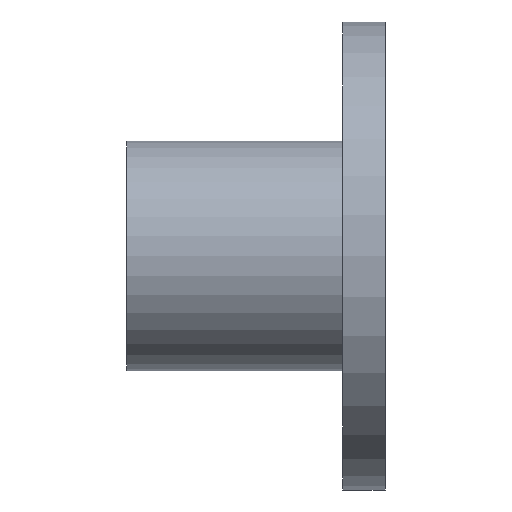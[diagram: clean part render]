
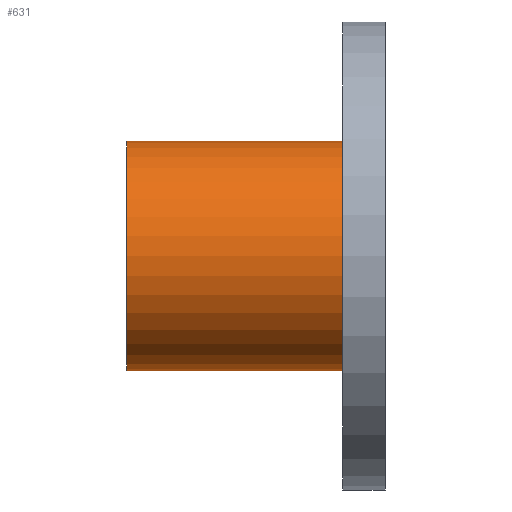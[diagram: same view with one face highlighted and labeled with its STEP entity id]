
A CAD part, left-side view. The second image highlights one B-rep face of the part: STEP entity #631.
In plain terms, the highlighted cylindrical face has radius 54 mm (diameter 108 mm), a partial arc.
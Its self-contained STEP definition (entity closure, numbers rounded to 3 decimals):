
#21 = CARTESIAN_POINT ( 'NONE',  ( 0., 121.432, 54. ) ) ;
#30 = CARTESIAN_POINT ( 'NONE',  ( 0., 0., 54. ) ) ;
#53 = LINE ( 'NONE', #30, #367 ) ;
#123 = EDGE_CURVE ( 'NONE', #781, #377, #880, .T. ) ;
#132 = AXIS2_PLACEMENT_3D ( 'NONE', #1032, #735, #256 ) ;
#135 = ORIENTED_EDGE ( 'NONE', *, *, #1221, .T. ) ;
#155 = CIRCLE ( 'NONE', #132, 54. ) ;
#157 = EDGE_CURVE ( 'NONE', #521, #377, #700, .T. ) ;
#204 = CARTESIAN_POINT ( 'NONE',  ( 0., 0., 0. ) ) ;
#256 = DIRECTION ( 'NONE',  ( 0., 0., -1. ) ) ;
#296 = VECTOR ( 'NONE', #372, 1000. ) ;
#329 = ORIENTED_EDGE ( 'NONE', *, *, #157, .F. ) ;
#367 = VECTOR ( 'NONE', #836, 1000. ) ;
#372 = DIRECTION ( 'NONE',  ( 0., -1., 0. ) ) ;
#377 = VERTEX_POINT ( 'NONE', #444 ) ;
#392 = DIRECTION ( 'NONE',  ( 0., 0., -1. ) ) ;
#412 = EDGE_CURVE ( 'NONE', #1217, #521, #53, .T. ) ;
#444 = CARTESIAN_POINT ( 'NONE',  ( 0., 20., -54. ) ) ;
#521 = VERTEX_POINT ( 'NONE', #775 ) ;
#525 = CARTESIAN_POINT ( 'NONE',  ( 0., 20., 0. ) ) ;
#571 = CARTESIAN_POINT ( 'NONE',  ( 0., 0., -54. ) ) ;
#631 = ADVANCED_FACE ( 'NONE', ( #816 ), #1305, .T. ) ;
#700 = CIRCLE ( 'NONE', #1123, 54. ) ;
#735 = DIRECTION ( 'NONE',  ( 0., -1., 0. ) ) ;
#775 = CARTESIAN_POINT ( 'NONE',  ( 0., 20., 54. ) ) ;
#781 = VERTEX_POINT ( 'NONE', #1130 ) ;
#785 = DIRECTION ( 'NONE',  ( 0., -1., 0. ) ) ;
#792 = DIRECTION ( 'NONE',  ( 0., 0., -1. ) ) ;
#816 = FACE_OUTER_BOUND ( 'NONE', #1029, .T. ) ;
#836 = DIRECTION ( 'NONE',  ( 0., -1., 0. ) ) ;
#880 = LINE ( 'NONE', #571, #296 ) ;
#914 = AXIS2_PLACEMENT_3D ( 'NONE', #204, #1121, #392 ) ;
#1029 = EDGE_LOOP ( 'NONE', ( #1244, #135, #1189, #329 ) ) ;
#1032 = CARTESIAN_POINT ( 'NONE',  ( 0., 121.432, 0. ) ) ;
#1121 = DIRECTION ( 'NONE',  ( 0., -1., 0. ) ) ;
#1123 = AXIS2_PLACEMENT_3D ( 'NONE', #525, #785, #792 ) ;
#1130 = CARTESIAN_POINT ( 'NONE',  ( 0., 121.432, -54. ) ) ;
#1189 = ORIENTED_EDGE ( 'NONE', *, *, #123, .T. ) ;
#1217 = VERTEX_POINT ( 'NONE', #21 ) ;
#1221 = EDGE_CURVE ( 'NONE', #1217, #781, #155, .T. ) ;
#1244 = ORIENTED_EDGE ( 'NONE', *, *, #412, .F. ) ;
#1305 = CYLINDRICAL_SURFACE ( 'NONE', #914, 54. ) ;
